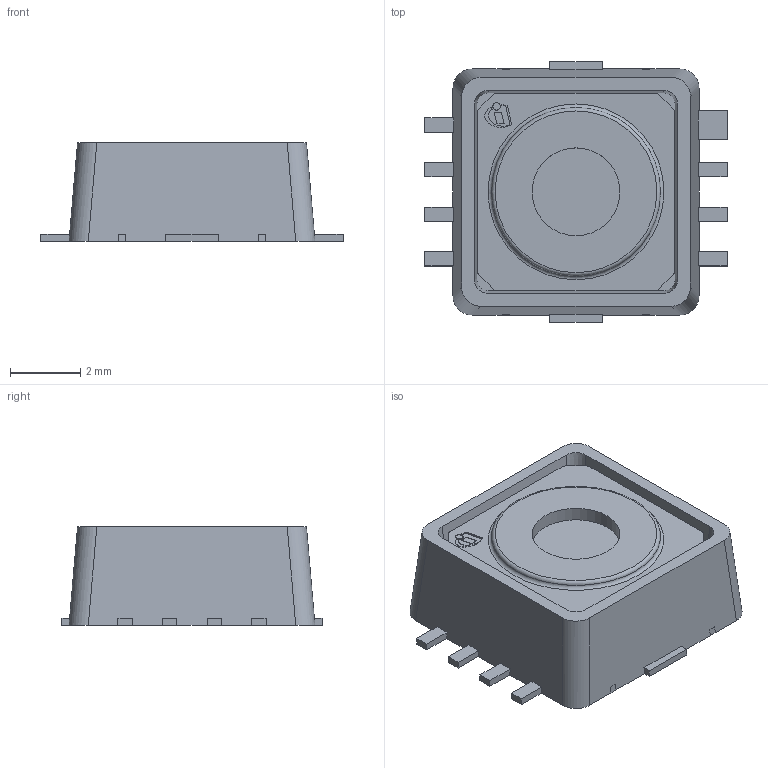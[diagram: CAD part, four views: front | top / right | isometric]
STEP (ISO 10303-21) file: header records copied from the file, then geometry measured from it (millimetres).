
FILE_DESCRIPTION(/* description */ (''),/* implementation_level */ '2;1');
FILE_NAME(/* name */ 'PG-DSOF-8-16.stp',/* time_stamp */ '2017-10-23T10:40:37+08:00',/* author */ ('guptavas'),/* organization */ (''),/* preprocessor_version */ 'ST-DEVELOPER v15.2',/* originating_system */ 'Autodesk Inventor 2014',/* authorisation */ '');
FILE_SCHEMA (('CONFIG_CONTROL_DESIGN'));
Length unit declared in the file: millimetre
Products named in the file (8): PG-DSOF-8-16_MOLD; PG-DSOF-8-16_EXPOSED_LEAD; PG-DSOF-8-16_EXPOSED_LEAD_; PG-DSOF-8-16_TIE_BAR; PG-DSOF-8-16_TIE_BAR_; PG-DSOF-8-16_LOGO; PG-DSOF-8-16_LID; PG-DSOF-8-16
Assembly tree (15 placements, depth 2):
  PG-DSOF-8-16
    PG-DSOF-8-16_MOLD
    PG-DSOF-8-16_EXPOSED_LEAD  x7
    PG-DSOF-8-16_EXPOSED_LEAD_
    PG-DSOF-8-16_TIE_BAR  x2
    PG-DSOF-8-16_TIE_BAR_  x2
    PG-DSOF-8-16_LOGO
    PG-DSOF-8-16_LID
Bounding box: 8.6 x 7.4 x 2.8 mm (x, y, z)
Volume: 115.3 mm3; surface area: 264.2 mm2
Topology: 17 solids, 17 shells, 301 faces, 713 edges, 459 vertices
Faces by surface type: plane 201, cylinder 62, cone 20, torus 18
Full cylindrical faces by diameter (mm): 0.214 x1, 0.8 x2, 2.5 x1
Entity records: 7225 total; most frequent: DIRECTION 1270, CARTESIAN_POINT 1202, ORIENTED_EDGE 1134, EDGE_CURVE 567, AXIS2_PLACEMENT_3D 439, LINE 392, VECTOR 392, VERTEX_POINT 371
